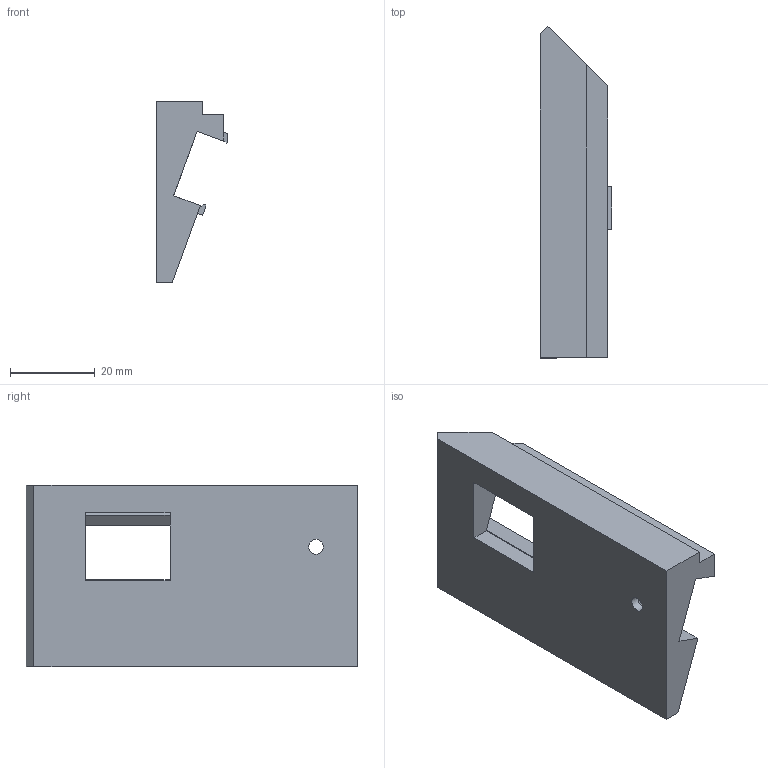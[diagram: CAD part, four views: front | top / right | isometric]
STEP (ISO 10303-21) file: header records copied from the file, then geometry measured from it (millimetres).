
FILE_DESCRIPTION(/* description */ (''),/* implementation_level */ '2;1');
FILE_NAME(/* name */ 'LED Profil-HalterEckeKurz1.step',/* time_stamp */ '2024-03-15T16:43:52+01:00',/* author */ (''),/* organization */ (''),/* preprocessor_version */ 'ST-DEVELOPER v20',/* originating_system */ 'Autodesk Translation Framework v12.20.1.177',/* authorisation */ '');
FILE_SCHEMA (('AUTOMOTIVE_DESIGN { 1 0 10303 214 3 1 1 }'));
Length unit declared in the file: millimetre
Products named in the file (1): LED Profil-HalterEckeKurz1 (1)
Bounding box: 16.94 x 78.42 x 43 mm (x, y, z)
Volume: 24357.4 mm3; surface area: 10192.8 mm2
Topology: 1 solids, 1 shells, 47 faces, 124 edges, 81 vertices
Faces by surface type: plane 44, cylinder 2, cone 1
Full cylindrical faces by diameter (mm): 3.5 x1, 8 x1
Entity records: 1464 total; most frequent: CARTESIAN_POINT 253, ORIENTED_EDGE 248, DIRECTION 225, EDGE_CURVE 124, LINE 119, VECTOR 119, VERTEX_POINT 81, EDGE_LOOP 53
